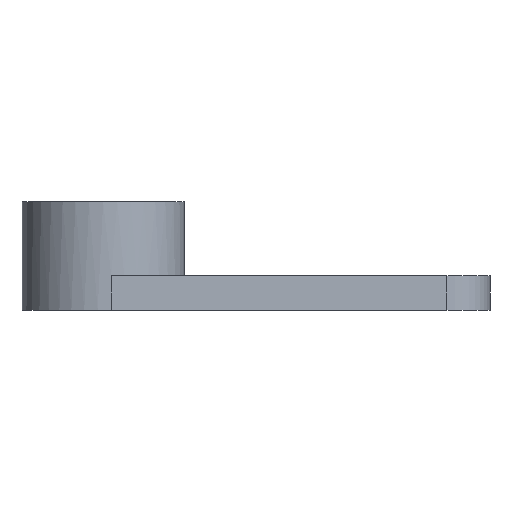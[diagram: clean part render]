
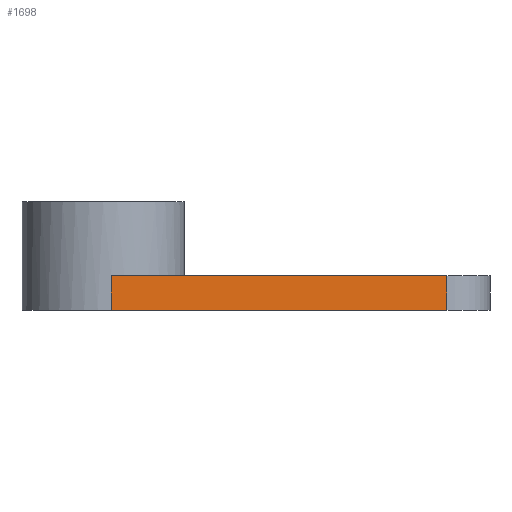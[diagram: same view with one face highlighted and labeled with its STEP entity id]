
A CAD part, front view. The second image highlights one B-rep face of the part: STEP entity #1698.
In plain terms, the highlighted face is planar.
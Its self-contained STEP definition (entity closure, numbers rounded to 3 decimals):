
#634 = PLANE('',#635);
#635 = AXIS2_PLACEMENT_3D('',#636,#637,#638);
#636 = CARTESIAN_POINT('',(0.335,3.383,0.));
#637 = DIRECTION('',(0.,0.,-1.));
#638 = DIRECTION('',(-1.,0.,0.));
#722 = CYLINDRICAL_SURFACE('',#723,3.4);
#723 = AXIS2_PLACEMENT_3D('',#724,#725,#726);
#724 = CARTESIAN_POINT('',(0.,0.,0.));
#725 = DIRECTION('',(-0.,-0.,-1.));
#726 = DIRECTION('',(1.,0.,0.));
#772 = PLANE('',#773);
#773 = AXIS2_PLACEMENT_3D('',#774,#775,#776);
#774 = CARTESIAN_POINT('',(3.4,0.,1.45));
#775 = DIRECTION('',(0.,0.,-1.));
#776 = DIRECTION('',(-1.,0.,0.));
#800 = CYLINDRICAL_SURFACE('',#801,2.);
#801 = AXIS2_PLACEMENT_3D('',#802,#803,#804);
#802 = CARTESIAN_POINT('',(14.2,0.,0.));
#803 = DIRECTION('',(-0.,-0.,-1.));
#804 = DIRECTION('',(1.,0.,0.));
#960 = VERTEX_POINT('',#961);
#961 = CARTESIAN_POINT('',(14.397,-1.99,0.));
#1005 = EDGE_CURVE('',#1006,#960,#1008,.T.);
#1006 = VERTEX_POINT('',#1007);
#1007 = CARTESIAN_POINT('',(0.335,-3.383,0.));
#1008 = SURFACE_CURVE('',#1009,(#1013,#1020),.PCURVE_S1.);
#1009 = LINE('',#1010,#1011);
#1010 = CARTESIAN_POINT('',(0.335,-3.383,0.));
#1011 = VECTOR('',#1012,1.);
#1012 = DIRECTION('',(0.995,0.099,0.));
#1013 = PCURVE('',#634,#1014);
#1014 = DEFINITIONAL_REPRESENTATION('',(#1015),#1019);
#1015 = LINE('',#1016,#1017);
#1016 = CARTESIAN_POINT('',(0.,-6.767));
#1017 = VECTOR('',#1018,1.);
#1018 = DIRECTION('',(-0.995,0.099));
#1019 = ( GEOMETRIC_REPRESENTATION_CONTEXT(2) 
PARAMETRIC_REPRESENTATION_CONTEXT() REPRESENTATION_CONTEXT('2D SPACE',''
  ) );
#1020 = PCURVE('',#1021,#1026);
#1021 = PLANE('',#1022);
#1022 = AXIS2_PLACEMENT_3D('',#1023,#1024,#1025);
#1023 = CARTESIAN_POINT('',(0.335,-3.383,0.));
#1024 = DIRECTION('',(0.099,-0.995,0.));
#1025 = DIRECTION('',(-0.995,-0.099,0.));
#1026 = DEFINITIONAL_REPRESENTATION('',(#1027),#1031);
#1027 = LINE('',#1028,#1029);
#1028 = CARTESIAN_POINT('',(-0.,0.));
#1029 = VECTOR('',#1030,1.);
#1030 = DIRECTION('',(-1.,0.));
#1031 = ( GEOMETRIC_REPRESENTATION_CONTEXT(2) 
PARAMETRIC_REPRESENTATION_CONTEXT() REPRESENTATION_CONTEXT('2D SPACE',''
  ) );
#1698 = ADVANCED_FACE('',(#1699),#1021,.F.);
#1699 = FACE_BOUND('',#1700,.T.);
#1700 = EDGE_LOOP('',(#1701,#1746,#1769,#1812));
#1701 = ORIENTED_EDGE('',*,*,#1702,.T.);
#1702 = EDGE_CURVE('',#1006,#1703,#1705,.T.);
#1703 = VERTEX_POINT('',#1704);
#1704 = CARTESIAN_POINT('',(0.335,-3.383,1.45));
#1705 = SURFACE_CURVE('',#1706,(#1710,#1717),.PCURVE_S1.);
#1706 = LINE('',#1707,#1708);
#1707 = CARTESIAN_POINT('',(0.335,-3.383,0.));
#1708 = VECTOR('',#1709,1.);
#1709 = DIRECTION('',(0.,0.,1.));
#1710 = PCURVE('',#1021,#1711);
#1711 = DEFINITIONAL_REPRESENTATION('',(#1712),#1716);
#1712 = LINE('',#1713,#1714);
#1713 = CARTESIAN_POINT('',(0.,-0.));
#1714 = VECTOR('',#1715,1.);
#1715 = DIRECTION('',(-0.,-1.));
#1716 = ( GEOMETRIC_REPRESENTATION_CONTEXT(2) 
PARAMETRIC_REPRESENTATION_CONTEXT() REPRESENTATION_CONTEXT('2D SPACE',''
  ) );
#1717 = PCURVE('',#722,#1718);
#1718 = DEFINITIONAL_REPRESENTATION('',(#1719),#1745);
#1719 = B_SPLINE_CURVE_WITH_KNOTS('',3,(#1720,#1721,#1722,#1723,#1724,
    #1725,#1726,#1727,#1728,#1729,#1730,#1731,#1732,#1733,#1734,#1735,
    #1736,#1737,#1738,#1739,#1740,#1741,#1742,#1743,#1744),
  .UNSPECIFIED.,.F.,.F.,(4,1,1,1,1,1,1,1,1,1,1,1,1,1,1,1,1,1,1,1,1,1,4),
  (0.,0.066,0.132,0.198,0.264,
    0.33,0.395,0.461,0.527,
    0.593,0.659,0.725,0.791,0.857,
    0.923,0.989,1.055,1.12,
    1.186,1.252,1.318,1.384,1.45),
  .QUASI_UNIFORM_KNOTS.);
#1720 = CARTESIAN_POINT('',(-4.811,0.));
#1721 = CARTESIAN_POINT('',(-4.811,-0.022));
#1722 = CARTESIAN_POINT('',(-4.811,-0.066));
#1723 = CARTESIAN_POINT('',(-4.811,-0.132));
#1724 = CARTESIAN_POINT('',(-4.811,-0.198));
#1725 = CARTESIAN_POINT('',(-4.811,-0.264));
#1726 = CARTESIAN_POINT('',(-4.811,-0.33));
#1727 = CARTESIAN_POINT('',(-4.811,-0.395));
#1728 = CARTESIAN_POINT('',(-4.811,-0.461));
#1729 = CARTESIAN_POINT('',(-4.811,-0.527));
#1730 = CARTESIAN_POINT('',(-4.811,-0.593));
#1731 = CARTESIAN_POINT('',(-4.811,-0.659));
#1732 = CARTESIAN_POINT('',(-4.811,-0.725));
#1733 = CARTESIAN_POINT('',(-4.811,-0.791));
#1734 = CARTESIAN_POINT('',(-4.811,-0.857));
#1735 = CARTESIAN_POINT('',(-4.811,-0.923));
#1736 = CARTESIAN_POINT('',(-4.811,-0.989));
#1737 = CARTESIAN_POINT('',(-4.811,-1.055));
#1738 = CARTESIAN_POINT('',(-4.811,-1.12));
#1739 = CARTESIAN_POINT('',(-4.811,-1.186));
#1740 = CARTESIAN_POINT('',(-4.811,-1.252));
#1741 = CARTESIAN_POINT('',(-4.811,-1.318));
#1742 = CARTESIAN_POINT('',(-4.811,-1.384));
#1743 = CARTESIAN_POINT('',(-4.811,-1.428));
#1744 = CARTESIAN_POINT('',(-4.811,-1.45));
#1745 = ( GEOMETRIC_REPRESENTATION_CONTEXT(2) 
PARAMETRIC_REPRESENTATION_CONTEXT() REPRESENTATION_CONTEXT('2D SPACE',''
  ) );
#1746 = ORIENTED_EDGE('',*,*,#1747,.T.);
#1747 = EDGE_CURVE('',#1703,#1748,#1750,.T.);
#1748 = VERTEX_POINT('',#1749);
#1749 = CARTESIAN_POINT('',(14.397,-1.99,1.45));
#1750 = SURFACE_CURVE('',#1751,(#1755,#1762),.PCURVE_S1.);
#1751 = LINE('',#1752,#1753);
#1752 = CARTESIAN_POINT('',(0.335,-3.383,1.45));
#1753 = VECTOR('',#1754,1.);
#1754 = DIRECTION('',(0.995,0.099,0.));
#1755 = PCURVE('',#1021,#1756);
#1756 = DEFINITIONAL_REPRESENTATION('',(#1757),#1761);
#1757 = LINE('',#1758,#1759);
#1758 = CARTESIAN_POINT('',(-0.,-1.45));
#1759 = VECTOR('',#1760,1.);
#1760 = DIRECTION('',(-1.,0.));
#1761 = ( GEOMETRIC_REPRESENTATION_CONTEXT(2) 
PARAMETRIC_REPRESENTATION_CONTEXT() REPRESENTATION_CONTEXT('2D SPACE',''
  ) );
#1762 = PCURVE('',#772,#1763);
#1763 = DEFINITIONAL_REPRESENTATION('',(#1764),#1768);
#1764 = LINE('',#1765,#1766);
#1765 = CARTESIAN_POINT('',(3.065,-3.383));
#1766 = VECTOR('',#1767,1.);
#1767 = DIRECTION('',(-0.995,0.099));
#1768 = ( GEOMETRIC_REPRESENTATION_CONTEXT(2) 
PARAMETRIC_REPRESENTATION_CONTEXT() REPRESENTATION_CONTEXT('2D SPACE',''
  ) );
#1769 = ORIENTED_EDGE('',*,*,#1770,.F.);
#1770 = EDGE_CURVE('',#960,#1748,#1771,.T.);
#1771 = SURFACE_CURVE('',#1772,(#1776,#1783),.PCURVE_S1.);
#1772 = LINE('',#1773,#1774);
#1773 = CARTESIAN_POINT('',(14.397,-1.99,0.));
#1774 = VECTOR('',#1775,1.);
#1775 = DIRECTION('',(0.,0.,1.));
#1776 = PCURVE('',#1021,#1777);
#1777 = DEFINITIONAL_REPRESENTATION('',(#1778),#1782);
#1778 = LINE('',#1779,#1780);
#1779 = CARTESIAN_POINT('',(-14.131,0.));
#1780 = VECTOR('',#1781,1.);
#1781 = DIRECTION('',(-0.,-1.));
#1782 = ( GEOMETRIC_REPRESENTATION_CONTEXT(2) 
PARAMETRIC_REPRESENTATION_CONTEXT() REPRESENTATION_CONTEXT('2D SPACE',''
  ) );
#1783 = PCURVE('',#800,#1784);
#1784 = DEFINITIONAL_REPRESENTATION('',(#1785),#1811);
#1785 = B_SPLINE_CURVE_WITH_KNOTS('',3,(#1786,#1787,#1788,#1789,#1790,
    #1791,#1792,#1793,#1794,#1795,#1796,#1797,#1798,#1799,#1800,#1801,
    #1802,#1803,#1804,#1805,#1806,#1807,#1808,#1809,#1810),
  .UNSPECIFIED.,.F.,.F.,(4,1,1,1,1,1,1,1,1,1,1,1,1,1,1,1,1,1,1,1,1,1,4),
  (0.,0.066,0.132,0.198,0.264,
    0.33,0.395,0.461,0.527,
    0.593,0.659,0.725,0.791,0.857,
    0.923,0.989,1.055,1.12,
    1.186,1.252,1.318,1.384,1.45),
  .QUASI_UNIFORM_KNOTS.);
#1786 = CARTESIAN_POINT('',(-4.811,0.));
#1787 = CARTESIAN_POINT('',(-4.811,-0.022));
#1788 = CARTESIAN_POINT('',(-4.811,-0.066));
#1789 = CARTESIAN_POINT('',(-4.811,-0.132));
#1790 = CARTESIAN_POINT('',(-4.811,-0.198));
#1791 = CARTESIAN_POINT('',(-4.811,-0.264));
#1792 = CARTESIAN_POINT('',(-4.811,-0.33));
#1793 = CARTESIAN_POINT('',(-4.811,-0.395));
#1794 = CARTESIAN_POINT('',(-4.811,-0.461));
#1795 = CARTESIAN_POINT('',(-4.811,-0.527));
#1796 = CARTESIAN_POINT('',(-4.811,-0.593));
#1797 = CARTESIAN_POINT('',(-4.811,-0.659));
#1798 = CARTESIAN_POINT('',(-4.811,-0.725));
#1799 = CARTESIAN_POINT('',(-4.811,-0.791));
#1800 = CARTESIAN_POINT('',(-4.811,-0.857));
#1801 = CARTESIAN_POINT('',(-4.811,-0.923));
#1802 = CARTESIAN_POINT('',(-4.811,-0.989));
#1803 = CARTESIAN_POINT('',(-4.811,-1.055));
#1804 = CARTESIAN_POINT('',(-4.811,-1.12));
#1805 = CARTESIAN_POINT('',(-4.811,-1.186));
#1806 = CARTESIAN_POINT('',(-4.811,-1.252));
#1807 = CARTESIAN_POINT('',(-4.811,-1.318));
#1808 = CARTESIAN_POINT('',(-4.811,-1.384));
#1809 = CARTESIAN_POINT('',(-4.811,-1.428));
#1810 = CARTESIAN_POINT('',(-4.811,-1.45));
#1811 = ( GEOMETRIC_REPRESENTATION_CONTEXT(2) 
PARAMETRIC_REPRESENTATION_CONTEXT() REPRESENTATION_CONTEXT('2D SPACE',''
  ) );
#1812 = ORIENTED_EDGE('',*,*,#1005,.F.);
